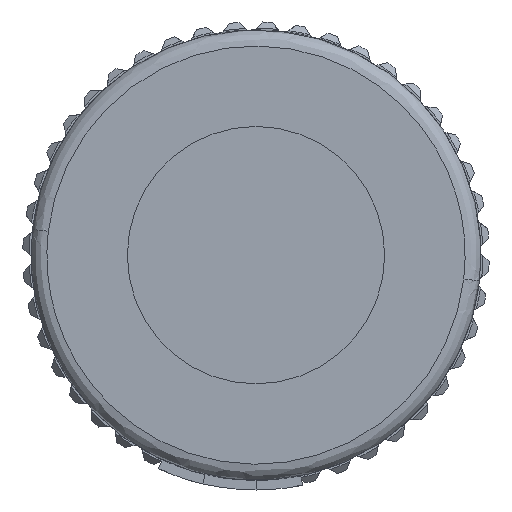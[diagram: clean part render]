
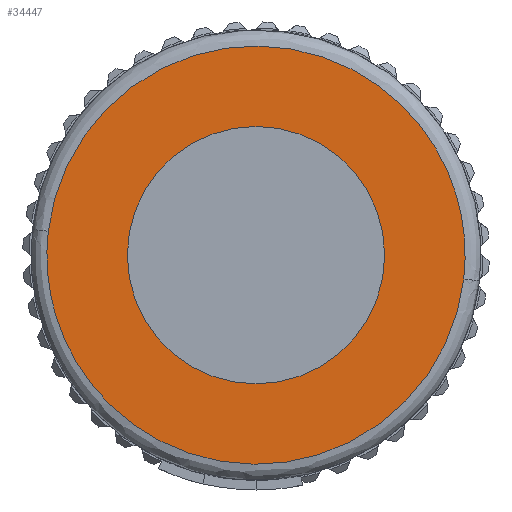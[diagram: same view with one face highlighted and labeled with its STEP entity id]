
A CAD part, front view. The second image highlights one B-rep face of the part: STEP entity #34447.
In plain terms, the highlighted planar face has unit normal (0, -1, 0).
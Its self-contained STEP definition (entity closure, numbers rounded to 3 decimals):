
#454 = CIRCLE ( 'NONE', #22252, 4. ) ;
#743 = CARTESIAN_POINT ( 'NONE',  ( 7.94, -50.6, 12.174 ) ) ;
#1770 = CIRCLE ( 'NONE', #29403, 4. ) ;
#3706 = CARTESIAN_POINT ( 'NONE',  ( 0., -50.6, 0. ) ) ;
#5531 = DIRECTION ( 'NONE',  ( 0., 0., -1. ) ) ;
#6740 = EDGE_CURVE ( 'NONE', #19122, #14848, #31026, .T. ) ;
#7120 = DIRECTION ( 'NONE',  ( 0.993, 0., -0.114 ) ) ;
#9044 = EDGE_CURVE ( 'NONE', #29146, #38166, #454, .T. ) ;
#9875 = AXIS2_PLACEMENT_3D ( 'NONE', #3706, #23907, #7120 ) ;
#9917 = ORIENTED_EDGE ( 'NONE', *, *, #20935, .F. ) ;
#12063 = CARTESIAN_POINT ( 'NONE',  ( -6.458, -50.6, 0.741 ) ) ;
#13524 = FACE_BOUND ( 'NONE', #43310, .T. ) ;
#13808 = ORIENTED_EDGE ( 'NONE', *, *, #9044, .F. ) ;
#14848 = VERTEX_POINT ( 'NONE', #21657 ) ;
#15456 = CARTESIAN_POINT ( 'NONE',  ( 6.458, -50.6, -0.741 ) ) ;
#15576 = CARTESIAN_POINT ( 'NONE',  ( 0., -50.6, -4. ) ) ;
#15614 = CARTESIAN_POINT ( 'NONE',  ( -7.94, -50.6, -12.174 ) ) ;
#17225 = CARTESIAN_POINT ( 'NONE',  ( 0., -50.6, 0. ) ) ;
#19122 = VERTEX_POINT ( 'NONE', #20199 ) ;
#19139 =( BOUNDED_CURVE ( )  B_SPLINE_CURVE ( 3, ( #41549, #38081, #743, #24533 ),
 .UNSPECIFIED., .F., .F. ) 
 B_SPLINE_CURVE_WITH_KNOTS ( ( 4, 4 ),
 ( 0., 1. ),
 .UNSPECIFIED. ) 
 CURVE ( )  GEOMETRIC_REPRESENTATION_ITEM ( )  RATIONAL_B_SPLINE_CURVE ( ( 1., 0.333, 0.333, 1. ) ) 
 REPRESENTATION_ITEM ( '' )  );
#20199 = CARTESIAN_POINT ( 'NONE',  ( 6.458, -50.6, -0.741 ) ) ;
#20670 = DIRECTION ( 'NONE',  ( 0., 0., -1. ) ) ;
#20935 = EDGE_CURVE ( 'NONE', #14848, #19122, #19139, .T. ) ;
#21657 = CARTESIAN_POINT ( 'NONE',  ( -6.458, -50.6, 0.741 ) ) ;
#21918 = CARTESIAN_POINT ( 'NONE',  ( 0., -50.6, 0. ) ) ;
#22252 = AXIS2_PLACEMENT_3D ( 'NONE', #21918, #42492, #5531 ) ;
#22594 = FACE_OUTER_BOUND ( 'NONE', #26834, .T. ) ;
#23907 = DIRECTION ( 'NONE',  ( 0., -1., 0. ) ) ;
#24044 = PLANE ( 'NONE',  #9875 ) ;
#24533 = CARTESIAN_POINT ( 'NONE',  ( 6.458, -50.6, -0.741 ) ) ;
#26834 = EDGE_LOOP ( 'NONE', ( #9917, #41651 ) ) ;
#27550 = CARTESIAN_POINT ( 'NONE',  ( 0., -50.6, 4. ) ) ;
#29146 = VERTEX_POINT ( 'NONE', #27550 ) ;
#29403 = AXIS2_PLACEMENT_3D ( 'NONE', #17225, #41089, #20670 ) ;
#29755 = EDGE_CURVE ( 'NONE', #38166, #29146, #1770, .T. ) ;
#31026 =( BOUNDED_CURVE ( )  B_SPLINE_CURVE ( 3, ( #15456, #35978, #15614, #12063 ),
 .UNSPECIFIED., .F., .T. ) 
 B_SPLINE_CURVE_WITH_KNOTS ( ( 4, 4 ),
 ( 0., 1. ),
 .UNSPECIFIED. ) 
 CURVE ( )  GEOMETRIC_REPRESENTATION_ITEM ( )  RATIONAL_B_SPLINE_CURVE ( ( 1., 0.333, 0.333, 1. ) ) 
 REPRESENTATION_ITEM ( '' )  );
#34447 = ADVANCED_FACE ( 'NONE', ( #13524, #22594 ), #24044, .T. ) ;
#35806 = ORIENTED_EDGE ( 'NONE', *, *, #29755, .F. ) ;
#35978 = CARTESIAN_POINT ( 'NONE',  ( 4.975, -50.6, -13.656 ) ) ;
#38081 = CARTESIAN_POINT ( 'NONE',  ( -4.975, -50.6, 13.656 ) ) ;
#38166 = VERTEX_POINT ( 'NONE', #15576 ) ;
#41089 = DIRECTION ( 'NONE',  ( 0., -1., 0. ) ) ;
#41549 = CARTESIAN_POINT ( 'NONE',  ( -6.458, -50.6, 0.741 ) ) ;
#41651 = ORIENTED_EDGE ( 'NONE', *, *, #6740, .F. ) ;
#42492 = DIRECTION ( 'NONE',  ( 0., -1., 0. ) ) ;
#43310 = EDGE_LOOP ( 'NONE', ( #35806, #13808 ) ) ;
